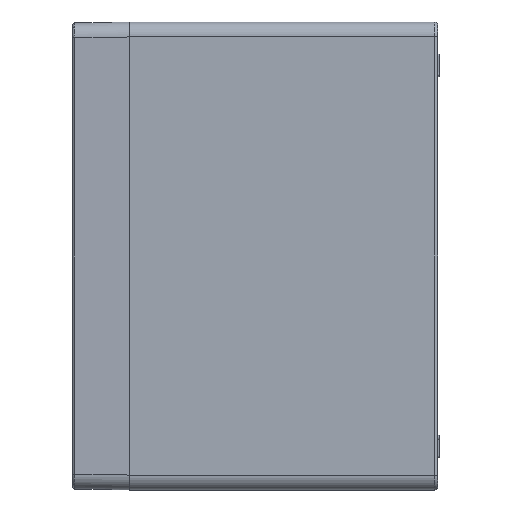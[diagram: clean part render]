
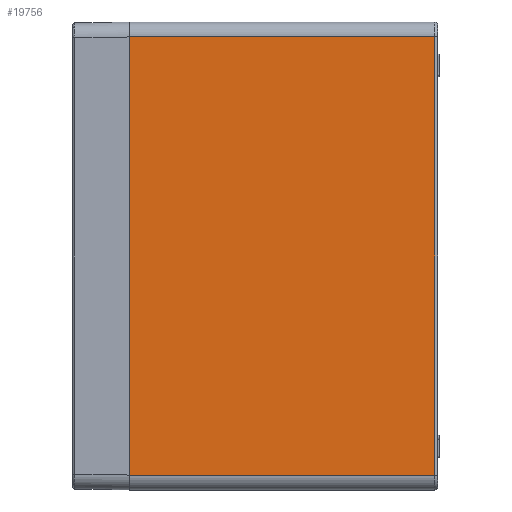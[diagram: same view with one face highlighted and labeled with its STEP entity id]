
A CAD part, left-side view. The second image highlights one B-rep face of the part: STEP entity #19756.
In plain terms, the highlighted planar face has unit normal (-1, 0, 0).
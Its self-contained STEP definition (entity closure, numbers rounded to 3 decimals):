
#438 = CARTESIAN_POINT ( 'NONE',  ( -202., -206., -156.5 ) ) ;
#1570 = DIRECTION ( 'NONE',  ( 0., 0., 1. ) ) ;
#2466 = ORIENTED_EDGE ( 'NONE', *, *, #23978, .T. ) ;
#2865 = ORIENTED_EDGE ( 'NONE', *, *, #23165, .F. ) ;
#3278 = EDGE_CURVE ( 'NONE', #8636, #16410, #4812, .T. ) ;
#3475 = DIRECTION ( 'NONE',  ( -1., 0., 0. ) ) ;
#3816 = VECTOR ( 'NONE', #28437, 1000. ) ;
#3893 = ORIENTED_EDGE ( 'NONE', *, *, #3278, .T. ) ;
#4812 = LINE ( 'NONE', #38032, #19066 ) ;
#5334 = CARTESIAN_POINT ( 'NONE',  ( -202., -206., -146.5 ) ) ;
#6710 = VECTOR ( 'NONE', #37297, 1000. ) ;
#7382 = CARTESIAN_POINT ( 'NONE',  ( -202., -204., 146.5 ) ) ;
#8636 = VERTEX_POINT ( 'NONE', #36842 ) ;
#9808 = CARTESIAN_POINT ( 'NONE',  ( -202., 0., -156.5 ) ) ;
#10828 = VERTEX_POINT ( 'NONE', #33370 ) ;
#12611 = FACE_OUTER_BOUND ( 'NONE', #35107, .T. ) ;
#13700 = AXIS2_PLACEMENT_3D ( 'NONE', #438, #3475, #24774 ) ;
#15925 = EDGE_CURVE ( 'NONE', #10828, #8636, #32530, .T. ) ;
#16410 = VERTEX_POINT ( 'NONE', #7382 ) ;
#18606 = PLANE ( 'NONE',  #13700 ) ;
#19066 = VECTOR ( 'NONE', #1570, 1000. ) ;
#19756 = ADVANCED_FACE ( 'NONE', ( #12611 ), #18606, .T. ) ;
#22274 = CARTESIAN_POINT ( 'NONE',  ( -202., -206., 146.5 ) ) ;
#23165 = EDGE_CURVE ( 'NONE', #10828, #27318, #38187, .T. ) ;
#23576 = DIRECTION ( 'NONE',  ( 0., -1., 0. ) ) ;
#23843 = ORIENTED_EDGE ( 'NONE', *, *, #15925, .T. ) ;
#23978 = EDGE_CURVE ( 'NONE', #16410, #27318, #34345, .T. ) ;
#24774 = DIRECTION ( 'NONE',  ( 0., 0., 1. ) ) ;
#25355 = VECTOR ( 'NONE', #23576, 1000. ) ;
#27318 = VERTEX_POINT ( 'NONE', #29154 ) ;
#28437 = DIRECTION ( 'NONE',  ( 0., 1., 0. ) ) ;
#29154 = CARTESIAN_POINT ( 'NONE',  ( -202., 0., 146.5 ) ) ;
#32530 = LINE ( 'NONE', #5334, #25355 ) ;
#33370 = CARTESIAN_POINT ( 'NONE',  ( -202., 0., -146.5 ) ) ;
#34345 = LINE ( 'NONE', #22274, #3816 ) ;
#35107 = EDGE_LOOP ( 'NONE', ( #23843, #3893, #2466, #2865 ) ) ;
#36842 = CARTESIAN_POINT ( 'NONE',  ( -202., -204., -146.5 ) ) ;
#37297 = DIRECTION ( 'NONE',  ( 0., 0., 1. ) ) ;
#38032 = CARTESIAN_POINT ( 'NONE',  ( -202., -204., 146.5 ) ) ;
#38187 = LINE ( 'NONE', #9808, #6710 ) ;
